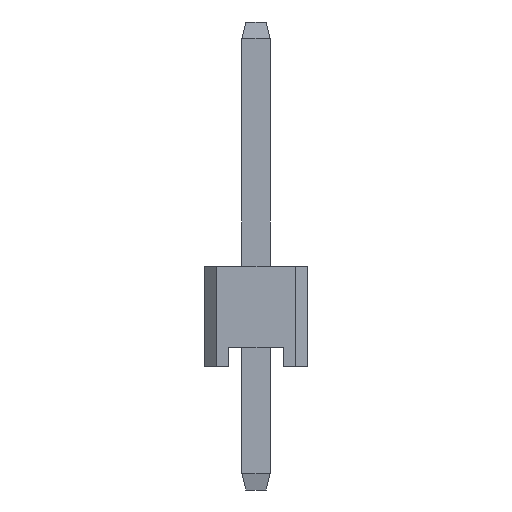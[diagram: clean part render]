
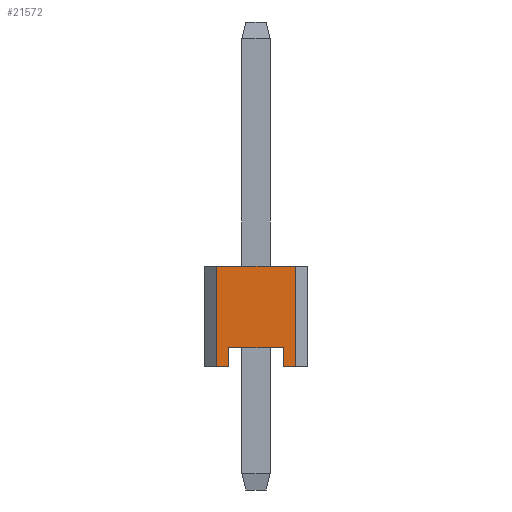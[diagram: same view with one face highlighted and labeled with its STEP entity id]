
A CAD part, left-side view. The second image highlights one B-rep face of the part: STEP entity #21572.
In plain terms, the highlighted planar face has unit normal (-1, 0, 0).
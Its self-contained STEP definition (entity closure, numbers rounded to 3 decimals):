
#1595=FACE_OUTER_BOUND('',#2803,.T.);
#2803=EDGE_LOOP('',(#16763,#16764,#16765,#16766,#16767,#16768,#16769,#16770));
#4895=LINE('',#38082,#7342);
#4901=LINE('',#38094,#7348);
#4924=LINE('',#38139,#7371);
#4926=LINE('',#38143,#7373);
#4927=LINE('',#38144,#7374);
#4928=LINE('',#38145,#7375);
#4929=LINE('',#38147,#7376);
#4930=LINE('',#38148,#7377);
#7342=VECTOR('',#25899,1.);
#7348=VECTOR('',#25907,1.);
#7371=VECTOR('',#25942,1.);
#7373=VECTOR('',#25946,1.);
#7374=VECTOR('',#25947,1.);
#7375=VECTOR('',#25948,1.);
#7376=VECTOR('',#25949,1.);
#7377=VECTOR('',#25950,1.);
#9382=VERTEX_POINT('',#38078);
#9384=VERTEX_POINT('',#38081);
#9388=VERTEX_POINT('',#38092);
#9389=VERTEX_POINT('',#38093);
#9404=VERTEX_POINT('',#38136);
#9405=VERTEX_POINT('',#38138);
#9406=VERTEX_POINT('',#38142);
#9407=VERTEX_POINT('',#38146);
#11945=EDGE_CURVE('',#9384,#9382,#4895,.T.);
#11951=EDGE_CURVE('',#9388,#9389,#4901,.T.);
#11974=EDGE_CURVE('',#9405,#9404,#4924,.T.);
#11976=EDGE_CURVE('',#9382,#9406,#4926,.T.);
#11977=EDGE_CURVE('',#9406,#9389,#4927,.T.);
#11978=EDGE_CURVE('',#9405,#9388,#4928,.T.);
#11979=EDGE_CURVE('',#9404,#9407,#4929,.T.);
#11980=EDGE_CURVE('',#9384,#9407,#4930,.T.);
#16763=ORIENTED_EDGE('',*,*,#11945,.T.);
#16764=ORIENTED_EDGE('',*,*,#11976,.T.);
#16765=ORIENTED_EDGE('',*,*,#11977,.T.);
#16766=ORIENTED_EDGE('',*,*,#11951,.F.);
#16767=ORIENTED_EDGE('',*,*,#11978,.F.);
#16768=ORIENTED_EDGE('',*,*,#11974,.T.);
#16769=ORIENTED_EDGE('',*,*,#11979,.T.);
#16770=ORIENTED_EDGE('',*,*,#11980,.F.);
#19437=PLANE('',#22627);
#21572=ADVANCED_FACE('',(#1595),#19437,.F.);
#22627=AXIS2_PLACEMENT_3D('',#38141,#25944,#25945);
#25899=DIRECTION('',(0.,-1.,0.));
#25907=DIRECTION('',(0.,0.,-1.));
#25942=DIRECTION('',(0.,0.,-1.));
#25944=DIRECTION('center_axis',(1.,0.,0.));
#25945=DIRECTION('ref_axis',(0.,1.,0.));
#25946=DIRECTION('',(0.,0.,-1.));
#25947=DIRECTION('',(0.,-1.,0.));
#25948=DIRECTION('',(0.,-1.,0.));
#25949=DIRECTION('',(0.,-1.,0.));
#25950=DIRECTION('',(0.,0.,-1.));
#38078=CARTESIAN_POINT('',(-12.7,-0.67,0.5));
#38081=CARTESIAN_POINT('',(-12.7,0.67,0.5));
#38082=CARTESIAN_POINT('',(-12.7,0.97,0.5));
#38092=CARTESIAN_POINT('',(-12.7,-0.97,2.5));
#38093=CARTESIAN_POINT('',(-12.7,-0.97,0.03));
#38094=CARTESIAN_POINT('',(-12.7,-0.97,2.5));
#38136=CARTESIAN_POINT('',(-12.7,0.97,0.03));
#38138=CARTESIAN_POINT('',(-12.7,0.97,2.5));
#38139=CARTESIAN_POINT('',(-12.7,0.97,2.5));
#38141=CARTESIAN_POINT('Origin',(-12.7,0.97,2.5));
#38142=CARTESIAN_POINT('',(-12.7,-0.67,0.03));
#38143=CARTESIAN_POINT('',(-12.7,-0.67,0.53));
#38144=CARTESIAN_POINT('',(-12.7,-0.67,0.03));
#38145=CARTESIAN_POINT('',(-12.7,0.97,2.5));
#38146=CARTESIAN_POINT('',(-12.7,0.67,0.03));
#38147=CARTESIAN_POINT('',(-12.7,0.97,0.03));
#38148=CARTESIAN_POINT('',(-12.7,0.67,0.53));
